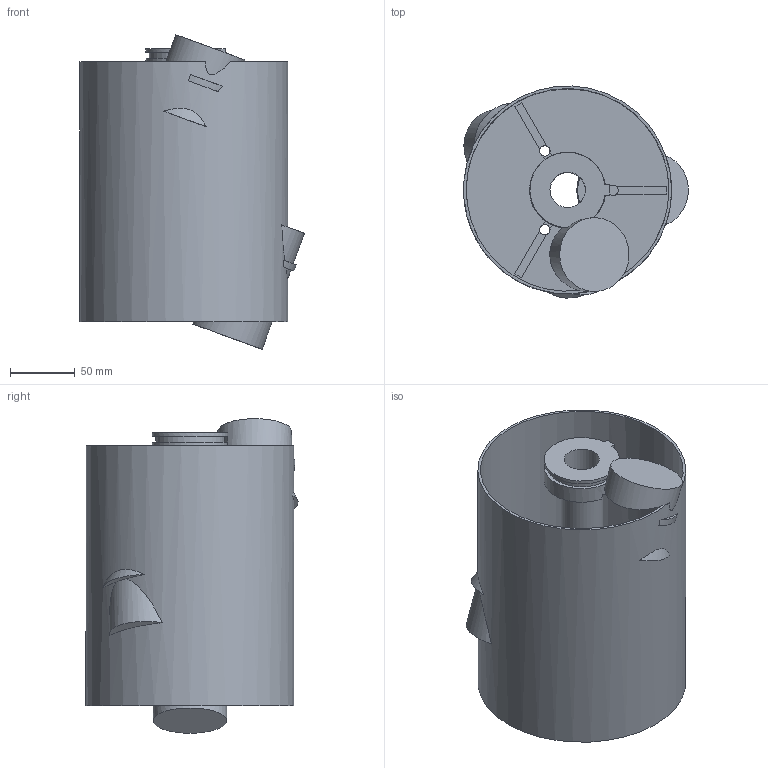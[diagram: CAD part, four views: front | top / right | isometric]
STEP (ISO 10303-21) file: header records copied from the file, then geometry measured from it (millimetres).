
FILE_DESCRIPTION(('Open CASCADE Model'),'2;1');
FILE_NAME('Open CASCADE Shape Model','2026-02-12T14:26:07',('Author'),( 'Open CASCADE'),'Open CASCADE STEP processor 7.8','build123d', 'Unknown');
FILE_SCHEMA(('AUTOMOTIVE_DESIGN { 1 0 10303 214 1 1 1 1 }'));
Length unit declared in the file: millimetre
Products named in the file (1): COMPOUND
Bounding box: 172.93 x 163.13 x 241.99 mm (x, y, z)
Volume: 434176.8 mm3; surface area: 290696.2 mm2
Topology: 1 solids, 1 shells, 85 faces, 255 edges, 167 vertices
Faces by surface type: plane 57, cylinder 26, cone 2
Full cylindrical faces by diameter (mm): 8 x2, 27.2 x1, 32 x1, 52.7 x1, 56.8 x2, 58 x1, 156 x1, 160 x1
Entity records: 9098 total; most frequent: CARTESIAN_POINT 4273, DIRECTION 848, ORIENTED_EDGE 510, PCURVE 510, DEFINITIONAL_REPRESENTATION 510, LINE 309, VECTOR 309, EDGE_CURVE 255
